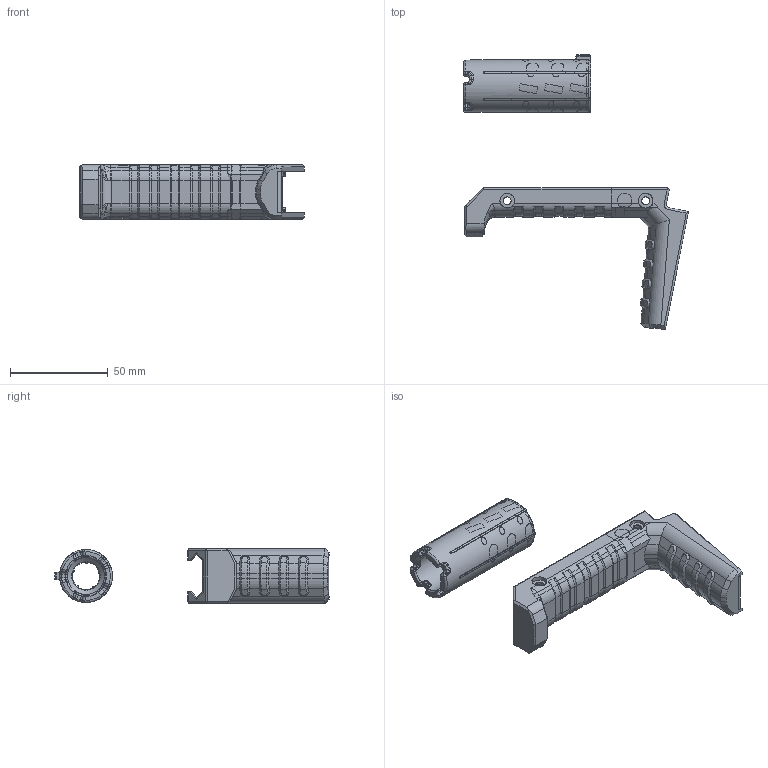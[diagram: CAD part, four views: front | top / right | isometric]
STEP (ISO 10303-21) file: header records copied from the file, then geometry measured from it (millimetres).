
FILE_DESCRIPTION(/* description */ (''),/* implementation_level */ '2;1');
FILE_NAME(/* name */ 'Accessories STEP.step',/* time_stamp */ '2024-03-22T14:56:38-05:00',/* author */ (''),/* organization */ (''),/* preprocessor_version */ 'ST-DEVELOPER v20',/* originating_system */ 'Autodesk Translation Framework v12.20.1.177',/* authorisation */ '');
FILE_SCHEMA (('AUTOMOTIVE_DESIGN { 1 0 10303 214 3 1 1 }'));
Products named in the file (6): Protean; Barrel Attachments; 14.5 Bore; BCAR; PCAR; Foregrips
Assembly tree (5 placements, depth 3):
  Protean
    Barrel Attachments
      14.5 Bore
      BCAR
      PCAR
    Foregrips
Bounding box: 115.09 x 140.5 x 28 mm (x, y, z)
Volume: 129376.9 mm3; surface area: 56909.6 mm2
Topology: 5 solids, 8 shells, 1313 faces, 3392 edges, 2086 vertices
Faces by surface type: plane 497, cylinder 365, bspline 236, cone 137, torus 76, sphere 2
Full cylindrical faces by diameter (mm): 2.3 x1, 2.8 x18, 4 x4, 6 x9, 7.5 x4, 14.5 x2, 19 x3, 27 x3
Entity records: 47436 total; most frequent: CARTESIAN_POINT 16448, ORIENTED_EDGE 6780, DIRECTION 6089, EDGE_CURVE 3390, AXIS2_PLACEMENT_3D 2261, VERTEX_POINT 2086, LINE 1567, VECTOR 1567
